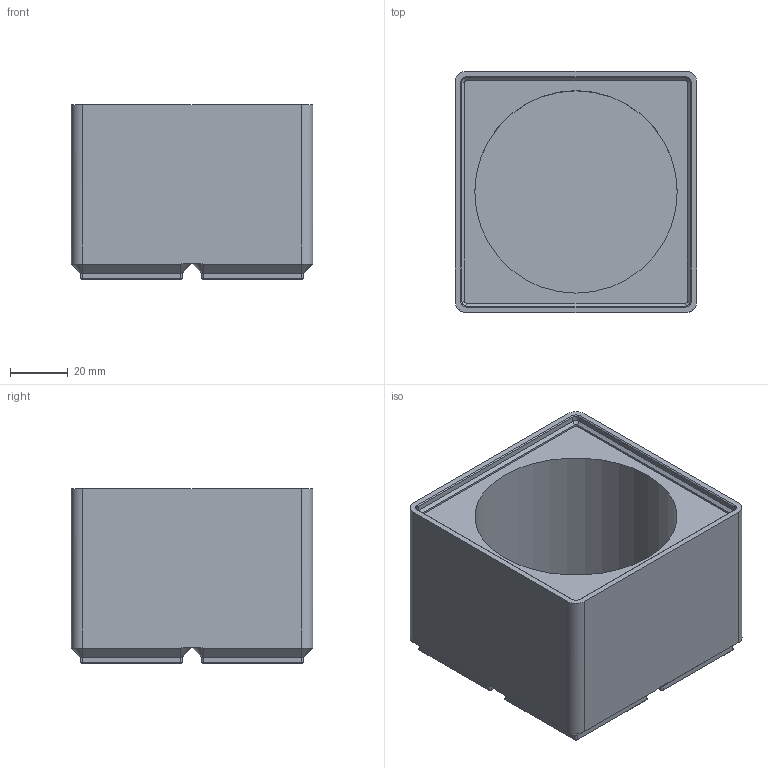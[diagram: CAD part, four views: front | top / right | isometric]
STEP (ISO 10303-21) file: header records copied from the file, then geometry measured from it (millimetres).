
FILE_DESCRIPTION(('Open CASCADE Model'),'2;1');
FILE_NAME('Open CASCADE Shape Model','2023-11-20T21:09:47',('Author'),( 'Open CASCADE'),'Open CASCADE STEP processor 7.7','Open CASCADE 7.7' ,'Unknown');
FILE_SCHEMA(('AUTOMOTIVE_DESIGN { 1 0 10303 214 1 1 1 1 }'));
Length unit declared in the file: millimetre
Products named in the file (1): Open CASCADE STEP translator 7.7 68
Bounding box: 83.5 x 83.5 x 60.3 mm (x, y, z)
Volume: 196422.6 mm3; surface area: 46963.3 mm2
Topology: 1 solids, 1 shells, 213 faces, 427 edges, 250 vertices
Faces by surface type: plane 112, cylinder 61, cone 40
Full cylindrical faces by diameter (mm): 3 x16, 6.5 x16, 70 x1
Entity records: 11396 total; most frequent: CARTESIAN_POINT 2261, DIRECTION 1827, LINE 965, VECTOR 965, ORIENTED_EDGE 854, PCURVE 854, DEFINITIONAL_REPRESENTATION 854, EDGE_CURVE 427
